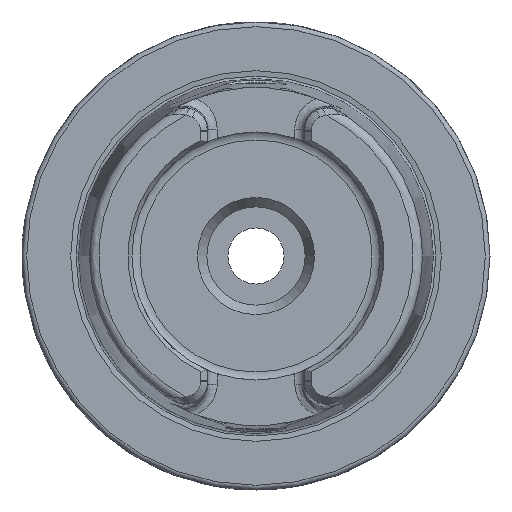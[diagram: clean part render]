
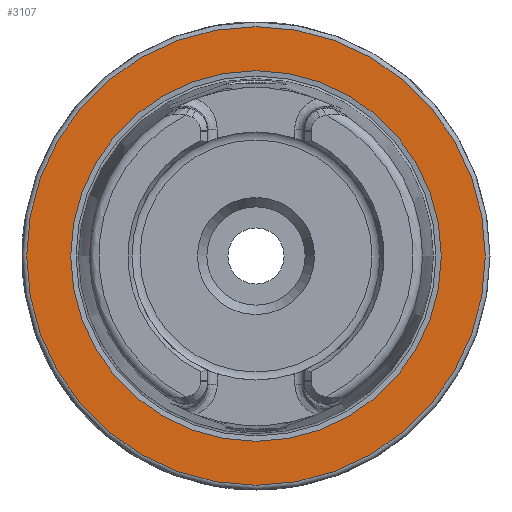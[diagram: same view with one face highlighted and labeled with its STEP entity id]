
A CAD part, left-side view. The second image highlights one B-rep face of the part: STEP entity #3107.
In plain terms, the highlighted planar face has unit normal (-1, 0, 0).
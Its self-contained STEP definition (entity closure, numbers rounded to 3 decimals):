
#147=FACE_BOUND('',#1010,.T.);
#661=PLANE('',#3403);
#827=FACE_OUTER_BOUND('',#1009,.T.);
#1009=EDGE_LOOP('',(#2892,#2893));
#1010=EDGE_LOOP('',(#2894,#2895));
#1163=CIRCLE('',#3401,39.587);
#1164=CIRCLE('',#3402,39.587);
#1165=CIRCLE('',#3404,49.);
#1166=CIRCLE('',#3405,49.);
#1485=VERTEX_POINT('',#8513);
#1486=VERTEX_POINT('',#8515);
#1487=VERTEX_POINT('',#8519);
#1488=VERTEX_POINT('',#8520);
#1958=EDGE_CURVE('',#1486,#1485,#1163,.T.);
#1959=EDGE_CURVE('',#1485,#1486,#1164,.T.);
#1960=EDGE_CURVE('',#1487,#1488,#1165,.T.);
#1961=EDGE_CURVE('',#1488,#1487,#1166,.T.);
#2892=ORIENTED_EDGE('',*,*,#1960,.F.);
#2893=ORIENTED_EDGE('',*,*,#1961,.F.);
#2894=ORIENTED_EDGE('',*,*,#1958,.T.);
#2895=ORIENTED_EDGE('',*,*,#1959,.T.);
#3107=ADVANCED_FACE('',(#827,#147),#661,.T.);
#3401=AXIS2_PLACEMENT_3D('',#8516,#4117,#4118);
#3402=AXIS2_PLACEMENT_3D('',#8517,#4119,#4120);
#3403=AXIS2_PLACEMENT_3D('',#8518,#4121,#4122);
#3404=AXIS2_PLACEMENT_3D('',#8521,#4123,#4124);
#3405=AXIS2_PLACEMENT_3D('',#8522,#4125,#4126);
#4117=DIRECTION('center_axis',(1.,0.,0.));
#4118=DIRECTION('ref_axis',(0.,0.,-1.));
#4119=DIRECTION('center_axis',(1.,0.,0.));
#4120=DIRECTION('ref_axis',(0.,0.,-1.));
#4121=DIRECTION('center_axis',(-1.,0.,0.));
#4122=DIRECTION('ref_axis',(0.,0.,1.));
#4123=DIRECTION('center_axis',(1.,0.,0.));
#4124=DIRECTION('ref_axis',(0.,0.,-1.));
#4125=DIRECTION('center_axis',(1.,0.,0.));
#4126=DIRECTION('ref_axis',(0.,0.,-1.));
#8513=CARTESIAN_POINT('',(0.,-39.587,0.));
#8515=CARTESIAN_POINT('',(0.,39.587,0.));
#8516=CARTESIAN_POINT('Origin',(0.,0.,0.));
#8517=CARTESIAN_POINT('Origin',(0.,0.,0.));
#8518=CARTESIAN_POINT('Origin',(0.,49.,
0.));
#8519=CARTESIAN_POINT('',(0.,49.,0.));
#8520=CARTESIAN_POINT('',(0.,0.,49.));
#8521=CARTESIAN_POINT('Origin',(0.,0.,0.));
#8522=CARTESIAN_POINT('Origin',(0.,0.,0.));
